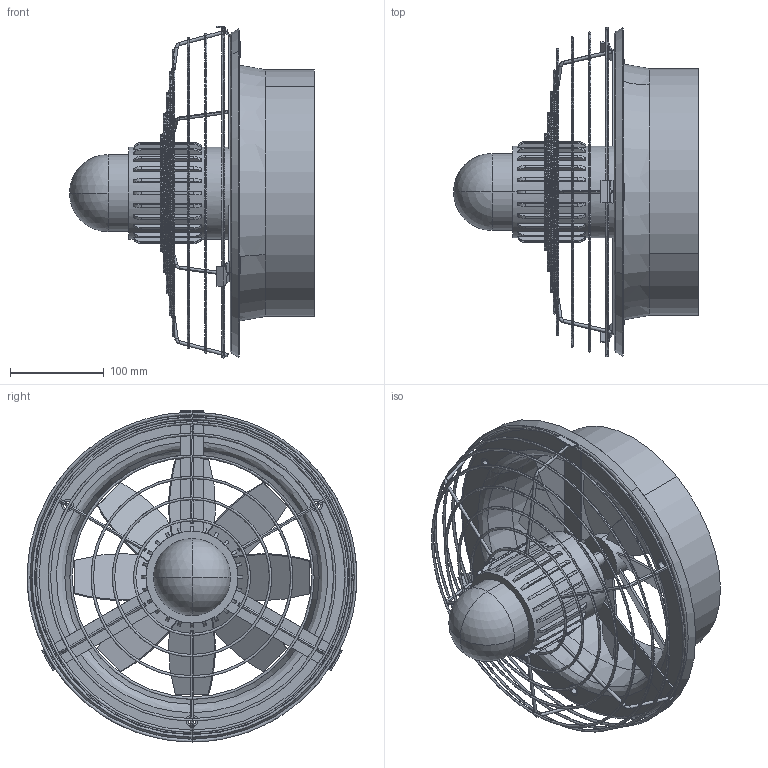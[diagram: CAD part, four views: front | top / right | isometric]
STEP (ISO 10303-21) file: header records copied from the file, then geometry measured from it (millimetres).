
FILE_DESCRIPTION (( 'STEP AP214' ), '1' );
FILE_NAME ('0094-0040.STEP', '2015-02-08T17:43:12', ( '' ), ( '' ), 'SwSTEP 2.0', 'SolidWorks 2013', '' );
FILE_SCHEMA (( 'AUTOMOTIVE_DESIGN' ));
Length unit declared in the file: millimetre
Products named in the file (1): 0094-0040
Bounding box: 261 x 351.4 x 353.77 mm (x, y, z)
Volume: 1494251.2 mm3; surface area: 487979.4 mm2
Topology: 1 solids, 1 shells, 739 faces, 2186 edges, 1412 vertices
Faces by surface type: plane 289, bspline 240, cylinder 132, torus 48, cone 24, sphere 6
Entity records: 42539 total; most frequent: CARTESIAN_POINT 16382, ORIENTED_EDGE 4364, DIRECTION 3013, EDGE_CURVE 2182, VERTEX_POINT 1412, AXIS2_PLACEMENT_3D 1164, EDGE_LOOP 814, B_SPLINE_CURVE_WITH_KNOTS 783
